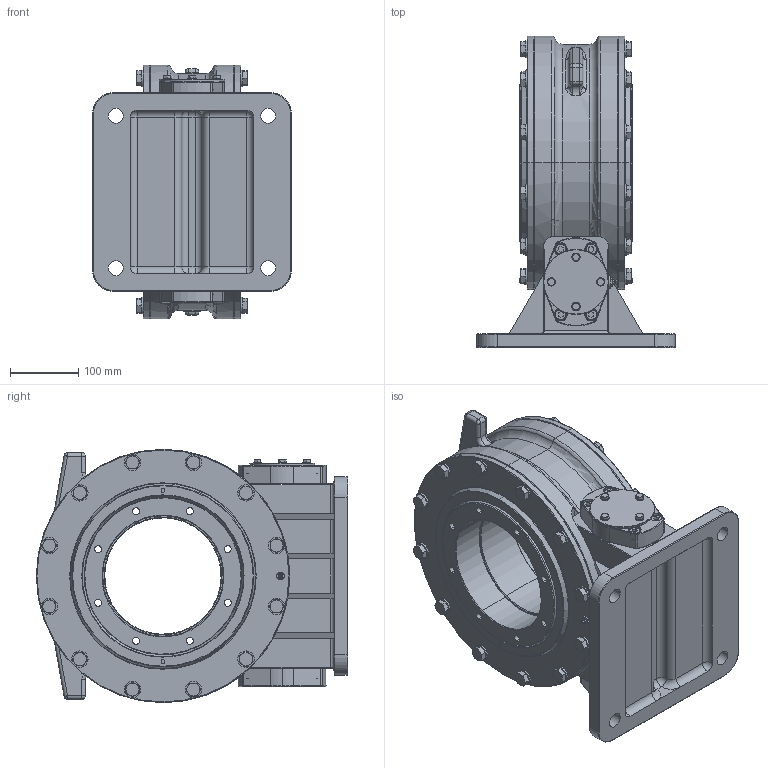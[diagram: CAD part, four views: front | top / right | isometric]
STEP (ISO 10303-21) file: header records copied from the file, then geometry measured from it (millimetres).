
FILE_DESCRIPTION (( 'STEP AP214' ), '1' );
FILE_NAME ('TVR314-A0-RM-SH.STEP', '2018-04-04T06:54:32', ( '' ), ( '' ), 'SwSTEP 2.0', 'SolidWorks 2016', '' );
FILE_SCHEMA (( 'AUTOMOTIVE_DESIGN' ));
Length unit declared in the file: millimetre
Products named in the file (1): TVR314-A0-RM-SH
Bounding box: 290 x 454.9 x 370 mm (x, y, z)
Surface area: 912529.6 mm2 (no closed solid volume)
Topology: 0 solids, 81 shells, 1081 faces, 3262 edges, 2095 vertices
Faces by surface type: plane 414, cylinder 275, cone 240, torus 124, sphere 16, bspline 12
Entity records: 51108 total; most frequent: CARTESIAN_POINT 10393, DIRECTION 6328, ORIENTED_EDGE 5340, EDGE_CURVE 3242, AXIS2_PLACEMENT_3D 2496, VERTEX_POINT 2095, CIRCLE 1426, VECTOR 1336
